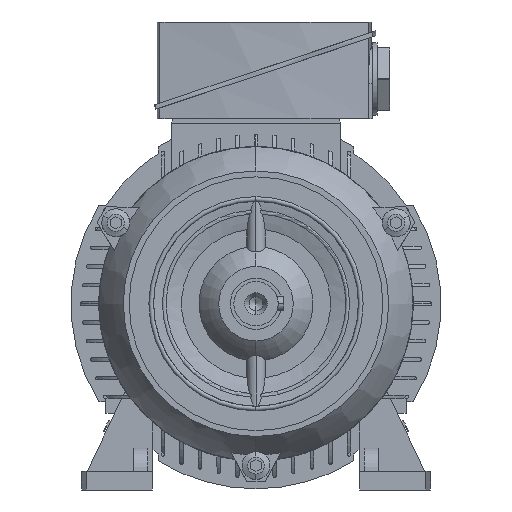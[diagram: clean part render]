
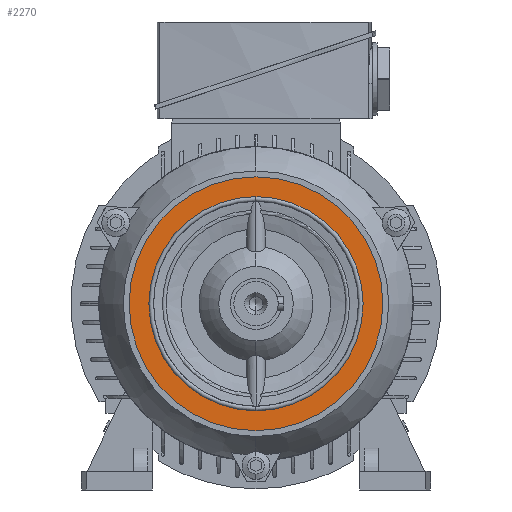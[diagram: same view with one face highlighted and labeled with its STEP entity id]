
A CAD part, left-side view. The second image highlights one B-rep face of the part: STEP entity #2270.
In plain terms, the highlighted planar face has unit normal (-1, 0, 0).
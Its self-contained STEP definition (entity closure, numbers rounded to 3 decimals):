
#2270=ADVANCED_FACE('',(#4572,#4573),#4574,.T.);
#4572=FACE_BOUND('',#6882,.T.);
#4573=FACE_OUTER_BOUND('',#6883,.T.);
#4574=PLANE('',#6884);
#6882=EDGE_LOOP('',(#13987,#13988));
#6883=EDGE_LOOP('',(#13989,#13990,#13991));
#6884=AXIS2_PLACEMENT_3D('',#13992,#13993,#13994);
#13987=ORIENTED_EDGE('',*,*,#14177,.T.);
#13988=ORIENTED_EDGE('',*,*,#14173,.T.);
#13989=ORIENTED_EDGE('',*,*,#16839,.F.);
#13990=ORIENTED_EDGE('',*,*,#16840,.F.);
#13991=ORIENTED_EDGE('',*,*,#14182,.F.);
#13992=CARTESIAN_POINT('',(-17.5,49.75,0.0));
#13993=DIRECTION('',(-1.0,0.0,0.0));
#13994=DIRECTION('',(0.0,-1.0,0.0));
#14173=EDGE_CURVE('',#17062,#17060,#17063,.T.);
#14177=EDGE_CURVE('',#17060,#17062,#17067,.T.);
#14182=EDGE_CURVE('',#17074,#17070,#17076,.T.);
#16839=EDGE_CURVE('',#21028,#17074,#21029,.T.);
#16840=EDGE_CURVE('',#17070,#21028,#21030,.T.);
#17060=VERTEX_POINT('',#21346);
#17062=VERTEX_POINT('',#21348);
#17063=CIRCLE('',#21349,46.0);
#17067=CIRCLE('',#21353,46.0);
#17070=VERTEX_POINT('',#21356);
#17074=VERTEX_POINT('',#21361);
#17076=CIRCLE('',#21364,54.5);
#21028=VERTEX_POINT('',#29598);
#21029=CIRCLE('',#29599,54.5);
#21030=CIRCLE('',#29600,54.5);
#21346=CARTESIAN_POINT('',(-17.5,0.,-46.0));
#21348=CARTESIAN_POINT('',(-17.5,0.,46.0));
#21349=AXIS2_PLACEMENT_3D('',#29714,#29715,#29716);
#21353=AXIS2_PLACEMENT_3D('',#29723,#29724,#29725);
#21356=CARTESIAN_POINT('',(-17.5,54.5,0.));
#21361=CARTESIAN_POINT('',(-17.5,-54.5,0.));
#21364=AXIS2_PLACEMENT_3D('',#29731,#29732,#29733);
#29598=CARTESIAN_POINT('',(-17.5,0.0,54.5));
#29599=AXIS2_PLACEMENT_3D('',#32541,#32542,#32543);
#29600=AXIS2_PLACEMENT_3D('',#32544,#32545,#32546);
#29714=CARTESIAN_POINT('',(-17.5,0.0,0.0));
#29715=DIRECTION('',(1.0,0.0,-0.0));
#29716=DIRECTION('',(0.0,0.0,1.0));
#29723=CARTESIAN_POINT('',(-17.5,0.0,0.0));
#29724=DIRECTION('',(1.0,0.0,-0.0));
#29725=DIRECTION('',(0.0,0.0,1.0));
#29731=CARTESIAN_POINT('',(-17.5,0.0,0.0));
#29732=DIRECTION('',(1.0,0.0,0.0));
#29733=DIRECTION('',(0.0,1.0,0.0));
#32541=CARTESIAN_POINT('',(-17.5,0.0,0.0));
#32542=DIRECTION('',(1.0,0.0,0.0));
#32543=DIRECTION('',(0.0,1.0,0.0));
#32544=CARTESIAN_POINT('',(-17.5,0.0,0.0));
#32545=DIRECTION('',(1.0,0.0,0.0));
#32546=DIRECTION('',(0.0,1.0,0.0));
